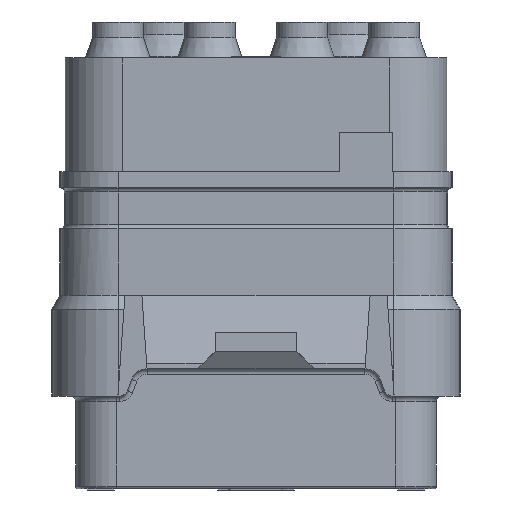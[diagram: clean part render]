
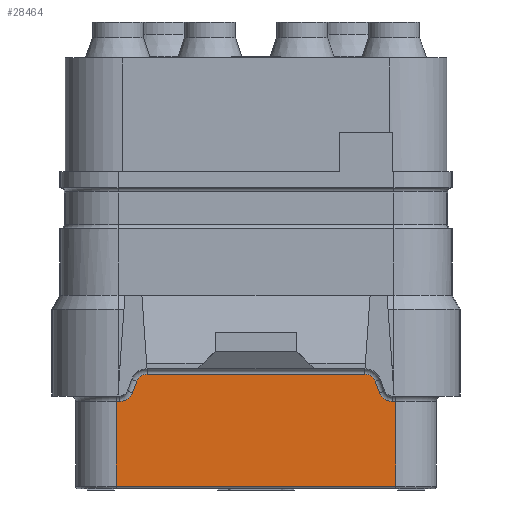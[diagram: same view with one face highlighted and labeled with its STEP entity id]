
A CAD part, front view. The second image highlights one B-rep face of the part: STEP entity #28464.
In plain terms, the highlighted planar face has unit normal (0, -1, 0).
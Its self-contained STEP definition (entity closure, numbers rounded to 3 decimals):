
#2176=DIRECTION('',(1.,0.,0.));
#2177=VECTOR('',#2176,0.125);
#2178=CARTESIAN_POINT('',(-5.125,-5.725,-8.43));
#2179=LINE('',#2178,#2177);
#2180=CARTESIAN_POINT('',(-5.,-5.725,-7.93));
#2181=DIRECTION('',(0.,-1.,0.));
#2182=DIRECTION('',(0.,0.,-1.));
#2183=AXIS2_PLACEMENT_3D('',#2180,#2181,#2182);
#2185=DIRECTION('',(0.354,0.,0.935));
#2186=VECTOR('',#2185,0.447);
#2187=CARTESIAN_POINT('',(-4.532,-5.725,-8.107));
#2188=LINE('',#2187,#2186);
#2189=CARTESIAN_POINT('',(-4.,-5.725,-7.83));
#2190=DIRECTION('',(0.,1.,0.));
#2191=DIRECTION('',(-0.935,0.,0.354));
#2192=AXIS2_PLACEMENT_3D('',#2189,#2190,#2191);
#2194=DIRECTION('',(1.,0.,0.));
#2195=VECTOR('',#2194,8.);
#2196=CARTESIAN_POINT('',(-4.,-5.725,-7.43));
#2197=LINE('',#2196,#2195);
#2198=CARTESIAN_POINT('',(4.,-5.725,-7.83));
#2199=DIRECTION('',(0.,1.,0.));
#2200=DIRECTION('',(0.,0.,1.));
#2201=AXIS2_PLACEMENT_3D('',#2198,#2199,#2200);
#2203=DIRECTION('',(0.354,0.,-0.935));
#2204=VECTOR('',#2203,0.447);
#2205=CARTESIAN_POINT('',(4.374,-5.725,-7.689));
#2206=LINE('',#2205,#2204);
#2207=CARTESIAN_POINT('',(5.,-5.725,-7.93));
#2208=DIRECTION('',(0.,-1.,0.));
#2209=DIRECTION('',(-0.935,0.,-0.354));
#2210=AXIS2_PLACEMENT_3D('',#2207,#2208,#2209);
#2212=DIRECTION('',(1.,0.,0.));
#2213=VECTOR('',#2212,0.125);
#2214=CARTESIAN_POINT('',(5.,-5.725,-8.43));
#2215=LINE('',#2214,#2213);
#2216=DIRECTION('',(0.,0.,-1.));
#2217=VECTOR('',#2216,3.11);
#2218=CARTESIAN_POINT('',(5.125,-5.725,-8.43));
#2219=LINE('',#2218,#2217);
#2235=DIRECTION('',(0.,0.,-1.));
#2236=VECTOR('',#2235,3.11);
#2237=CARTESIAN_POINT('',(-5.125,-5.725,-8.43));
#2238=LINE('',#2237,#2236);
#3394=DIRECTION('',(-1.,0.,0.));
#3395=VECTOR('',#3394,10.25);
#3396=CARTESIAN_POINT('',(5.125,-5.725,-11.54));
#3397=LINE('',#3396,#3395);
#22377=CARTESIAN_POINT('',(5.125,-5.725,-11.54));
#22378=VERTEX_POINT('',#22377);
#22379=CARTESIAN_POINT('',(-5.125,-5.725,-11.54));
#22380=VERTEX_POINT('',#22379);
#23673=CARTESIAN_POINT('',(-5.125,-5.725,-8.43));
#23674=VERTEX_POINT('',#23673);
#23677=CARTESIAN_POINT('',(-5.,-5.725,-8.43));
#23678=VERTEX_POINT('',#23677);
#23681=CARTESIAN_POINT('',(-4.532,-5.725,-8.107));
#23682=VERTEX_POINT('',#23681);
#23685=CARTESIAN_POINT('',(-4.374,-5.725,-7.689));
#23686=VERTEX_POINT('',#23685);
#23689=CARTESIAN_POINT('',(-4.,-5.725,-7.43));
#23690=VERTEX_POINT('',#23689);
#23693=CARTESIAN_POINT('',(4.,-5.725,-7.43));
#23694=VERTEX_POINT('',#23693);
#23697=CARTESIAN_POINT('',(4.374,-5.725,-7.689));
#23698=VERTEX_POINT('',#23697);
#23701=CARTESIAN_POINT('',(4.532,-5.725,-8.107));
#23702=VERTEX_POINT('',#23701);
#23705=CARTESIAN_POINT('',(5.,-5.725,-8.43));
#23706=VERTEX_POINT('',#23705);
#23709=CARTESIAN_POINT('',(5.125,-5.725,-8.43));
#23710=VERTEX_POINT('',#23709);
#28434=CARTESIAN_POINT('',(5.125,-5.725,-8.23));
#28435=DIRECTION('',(0.,-1.,0.));
#28436=DIRECTION('',(-1.,0.,0.));
#28437=AXIS2_PLACEMENT_3D('',#28434,#28435,#28436);
#28438=PLANE('',#28437);
#28440=ORIENTED_EDGE('',*,*,#28439,.T.);
#28442=ORIENTED_EDGE('',*,*,#28441,.T.);
#28444=ORIENTED_EDGE('',*,*,#28443,.T.);
#28445=ORIENTED_EDGE('',*,*,#28424,.T.);
#28447=ORIENTED_EDGE('',*,*,#28446,.T.);
#28449=ORIENTED_EDGE('',*,*,#28448,.T.);
#28451=ORIENTED_EDGE('',*,*,#28450,.T.);
#28453=ORIENTED_EDGE('',*,*,#28452,.T.);
#28455=ORIENTED_EDGE('',*,*,#28454,.T.);
#28457=ORIENTED_EDGE('',*,*,#28456,.T.);
#28459=ORIENTED_EDGE('',*,*,#28458,.T.);
#28461=ORIENTED_EDGE('',*,*,#28460,.F.);
#28462=EDGE_LOOP('',(#28440,#28442,#28444,#28445,#28447,#28449,#28451,#28453,
#28455,#28457,#28459,#28461));
#28463=FACE_OUTER_BOUND('',#28462,.F.);
#28464=ADVANCED_FACE('',(#28463),#28438,.T.);
#2184=CIRCLE('',#2183,0.5);
#2193=CIRCLE('',#2192,0.4);
#2202=CIRCLE('',#2201,0.4);
#2211=CIRCLE('',#2210,0.5);
#28424=EDGE_CURVE('',#23686,#23690,#2193,.T.);
#28439=EDGE_CURVE('',#23674,#23678,#2179,.T.);
#28441=EDGE_CURVE('',#23678,#23682,#2184,.T.);
#28443=EDGE_CURVE('',#23682,#23686,#2188,.T.);
#28446=EDGE_CURVE('',#23690,#23694,#2197,.T.);
#28448=EDGE_CURVE('',#23694,#23698,#2202,.T.);
#28450=EDGE_CURVE('',#23698,#23702,#2206,.T.);
#28452=EDGE_CURVE('',#23702,#23706,#2211,.T.);
#28454=EDGE_CURVE('',#23706,#23710,#2215,.T.);
#28456=EDGE_CURVE('',#23710,#22378,#2219,.T.);
#28458=EDGE_CURVE('',#22378,#22380,#3397,.T.);
#28460=EDGE_CURVE('',#23674,#22380,#2238,.T.);
